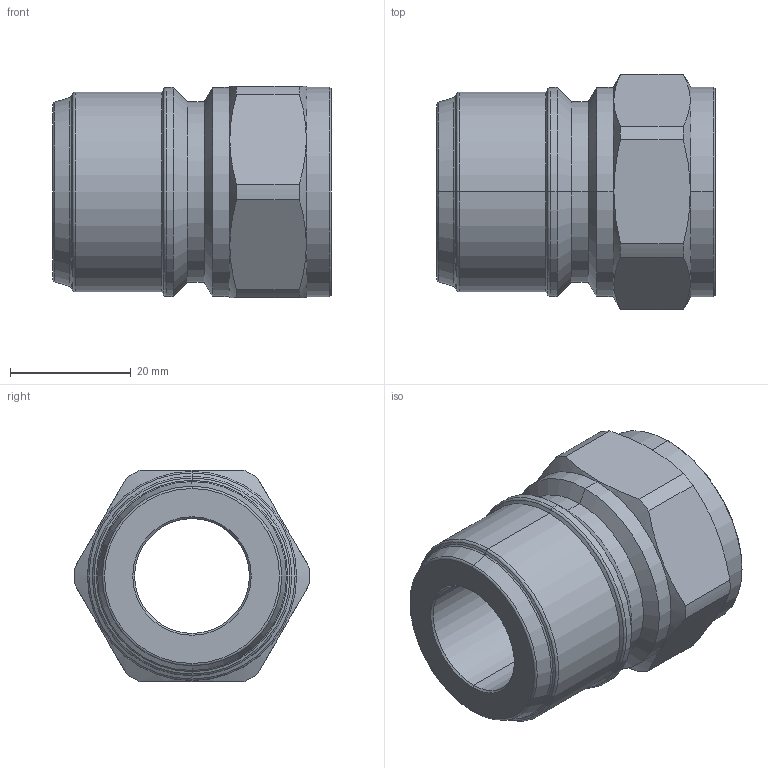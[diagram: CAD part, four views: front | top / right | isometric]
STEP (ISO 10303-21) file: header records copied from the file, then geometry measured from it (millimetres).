
FILE_DESCRIPTION (( 'STEP AP214' ), '1' );
FILE_NAME ('7520 UV.STEP', '2015-09-03T14:57:07', ( 'admin' ), ( 'Microsoft' ), 'SwSTEP 2.0', 'SolidWorks 2009', '' );
FILE_SCHEMA (( 'AUTOMOTIVE_DESIGN' ));
Length unit declared in the file: millimetre
Products named in the file (1): 7520 UV
Bounding box: 46 x 38.99 x 35 mm (x, y, z)
Volume: 25150.5 mm3; surface area: 9433.8 mm2
Topology: 1 solids, 1 shells, 57 faces, 128 edges, 74 vertices
Faces by surface type: cone 20, cylinder 20, plane 9, torus 8
Entity records: 1715 total; most frequent: CARTESIAN_POINT 404, DIRECTION 294, ORIENTED_EDGE 256, EDGE_CURVE 128, AXIS2_PLACEMENT_3D 124, VERTEX_POINT 74, CIRCLE 66, EDGE_LOOP 60
